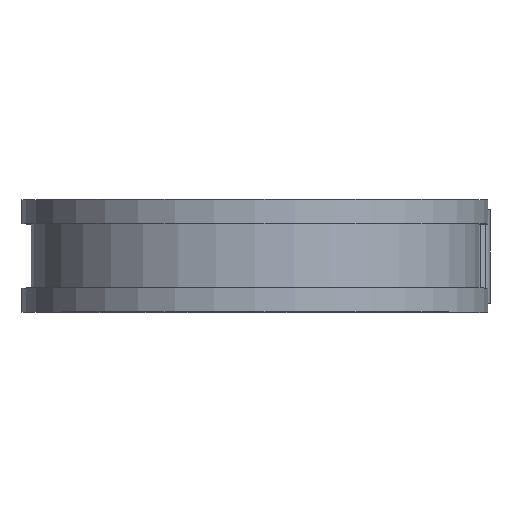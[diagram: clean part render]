
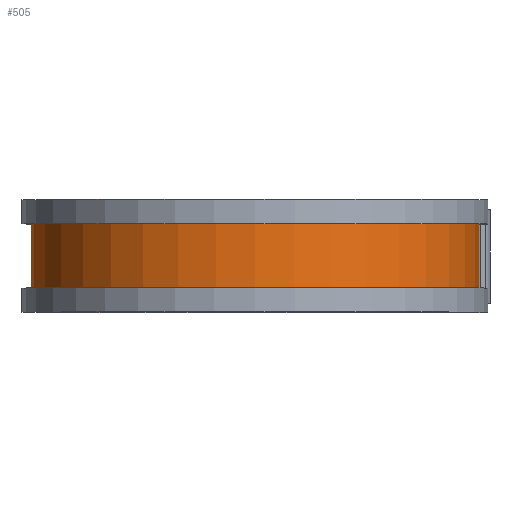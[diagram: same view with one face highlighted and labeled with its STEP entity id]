
A CAD part, top view. The second image highlights one B-rep face of the part: STEP entity #505.
In plain terms, the highlighted cylindrical face has radius 37.668 mm (diameter 75.336 mm), a partial arc.
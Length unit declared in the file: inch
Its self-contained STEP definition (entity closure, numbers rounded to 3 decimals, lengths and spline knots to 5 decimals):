
#91 = CARTESIAN_POINT ( 'NONE',  ( 0., -0.2125, 0. ) ) ;
#103 = DIRECTION ( 'NONE',  ( 0., -1., 0. ) ) ;
#119 = DIRECTION ( 'NONE',  ( 0., 0., -1. ) ) ;
#131 = CARTESIAN_POINT ( 'NONE',  ( 0., -0.2125, -1.483 ) ) ;
#236 = CARTESIAN_POINT ( 'NONE',  ( 0., 0.2125, -1.483 ) ) ;
#281 = VERTEX_POINT ( 'NONE', #1364 ) ;
#373 = VERTEX_POINT ( 'NONE', #1758 ) ;
#416 = ORIENTED_EDGE ( 'NONE', *, *, #985, .F. ) ;
#426 = EDGE_CURVE ( 'NONE', #281, #453, #506, .T. ) ;
#453 = VERTEX_POINT ( 'NONE', #236 ) ;
#454 = ORIENTED_EDGE ( 'NONE', *, *, #718, .T. ) ;
#505 = ADVANCED_FACE ( 'NONE', ( #940 ), #1263, .T. ) ;
#506 = CIRCLE ( 'NONE', #1595, 1.483 ) ;
#547 = DIRECTION ( 'NONE',  ( 0., -1., 0. ) ) ;
#554 = LINE ( 'NONE', #896, #1238 ) ;
#614 = EDGE_LOOP ( 'NONE', ( #835, #1486, #454, #416 ) ) ;
#718 = EDGE_CURVE ( 'NONE', #453, #1002, #554, .T. ) ;
#741 = VECTOR ( 'NONE', #547, 39.37008 ) ;
#831 = CIRCLE ( 'NONE', #976, 1.483 ) ;
#835 = ORIENTED_EDGE ( 'NONE', *, *, #1643, .F. ) ;
#881 = AXIS2_PLACEMENT_3D ( 'NONE', #1037, #952, #1031 ) ;
#896 = CARTESIAN_POINT ( 'NONE',  ( 0., 0.3125, -1.483 ) ) ;
#940 = FACE_OUTER_BOUND ( 'NONE', #614, .T. ) ;
#952 = DIRECTION ( 'NONE',  ( 0., -1., 0. ) ) ;
#976 = AXIS2_PLACEMENT_3D ( 'NONE', #91, #103, #119 ) ;
#985 = EDGE_CURVE ( 'NONE', #373, #1002, #831, .T. ) ;
#1002 = VERTEX_POINT ( 'NONE', #131 ) ;
#1031 = DIRECTION ( 'NONE',  ( 0., 0., -1. ) ) ;
#1037 = CARTESIAN_POINT ( 'NONE',  ( 0., 0.3125, 0. ) ) ;
#1095 = DIRECTION ( 'NONE',  ( 0., -1., 0. ) ) ;
#1238 = VECTOR ( 'NONE', #1095, 39.37008 ) ;
#1263 = CYLINDRICAL_SURFACE ( 'NONE', #881, 1.483 ) ;
#1364 = CARTESIAN_POINT ( 'NONE',  ( 1.483, 0.2125, 0. ) ) ;
#1419 = LINE ( 'NONE', #1605, #741 ) ;
#1462 = DIRECTION ( 'NONE',  ( 0., 0., -1. ) ) ;
#1471 = DIRECTION ( 'NONE',  ( 0., -1., 0. ) ) ;
#1486 = ORIENTED_EDGE ( 'NONE', *, *, #426, .T. ) ;
#1490 = CARTESIAN_POINT ( 'NONE',  ( 0., 0.2125, 0. ) ) ;
#1595 = AXIS2_PLACEMENT_3D ( 'NONE', #1490, #1471, #1462 ) ;
#1605 = CARTESIAN_POINT ( 'NONE',  ( 1.483, 0.3125, 0. ) ) ;
#1643 = EDGE_CURVE ( 'NONE', #281, #373, #1419, .T. ) ;
#1758 = CARTESIAN_POINT ( 'NONE',  ( 1.483, -0.2125, 0. ) ) ;
